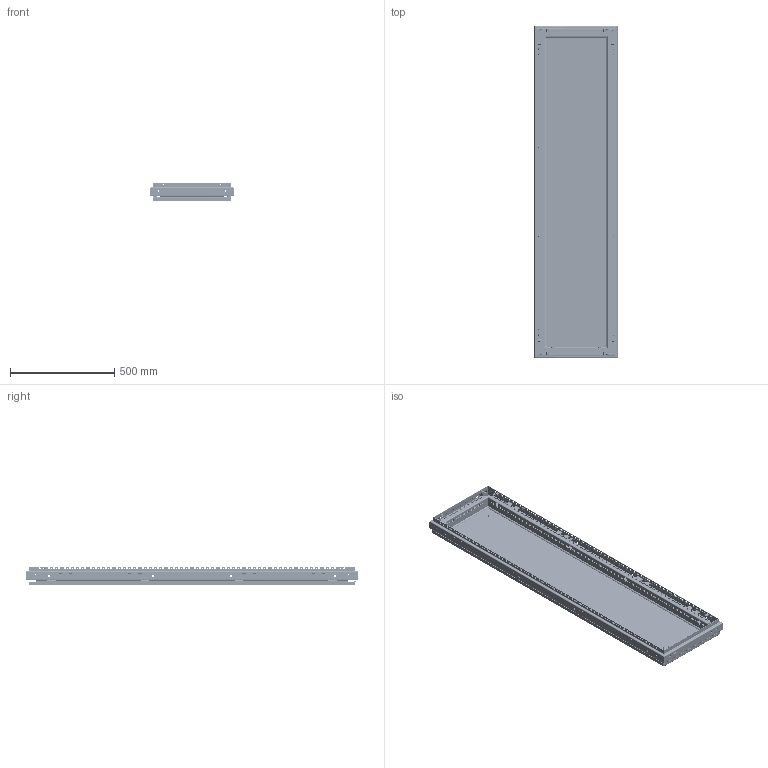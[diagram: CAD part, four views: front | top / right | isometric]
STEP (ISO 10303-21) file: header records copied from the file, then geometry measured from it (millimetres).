
FILE_DESCRIPTION (( 'STEP AP214' ), '1' );
FILE_NAME ('Ñâàðíàÿ ðàìà ñ çàäíåé ïàíåëüþ W400H1600.STEP', '2024-08-14T07:19:55', ( '' ), ( '' ), 'SwSTEP 2.0', 'SolidWorks 2021', '' );
FILE_SCHEMA (( 'AUTOMOTIVE_DESIGN' ));
Length unit declared in the file: millimetre
Products named in the file (19): Áîáûøêà; Ãàéêà êëåòüåâàÿ DIN 88109-Ì6-(1,7-2,5)-Zn ; Ãîðèçîíòàëüíûé ïðîôèëü1 W400; Ãîðèçîíòàëüíûé ïðîôèëü2 W400; Ñâàðíàÿ ðàìà W400H1600; Çàêëåïêà ðåçüáîâàÿ Ì6 øåñòèãðàííàÿ ñ óìåíüøåííûì áîðòîì; Çàäíÿÿ ïàíåëü ÑÁ W400H1600; Ãàñêåòèíã çàäíåé ïàíåëè W400H1600; Çàäíÿÿ ïàíåëü W400H1600; Áîêîâîé ïðîôèëü1 H1600; Êðåïëåíèå çàäíåé ïàíåëè; Ñâàðíàÿ ðàìà ñ çàäíåé ïàíåëüþ W400H1600; Áîêîâîé ïðîôèëü2 H1600; Øïèëüêà ïðèâàðíàÿ Ì6õ16; Âèíò Ì6õ16 ìåáåëüíûé; Áîêîâîé ïðîôèëü H1600; 600.000; Ãîðèçîíòàëüíûé ïðîôèëü W400; Çàêëåïêà ðåçüáîâàÿ Ì8 øåñòèãðàííàÿ ñ óìåíüøåííûì áîðòîì
Assembly tree (92 placements, depth 4):
  Ñâàðíàÿ ðàìà ñ çàäíåé ïàíåëüþ W400H1600
    Ñâàðíàÿ ðàìà W400H1600
      Ãîðèçîíòàëüíûé ïðîôèëü W400  x2
        Ãîðèçîíòàëüíûé ïðîôèëü1 W400
        Ãîðèçîíòàëüíûé ïðîôèëü2 W400
        600.000
        Áîáûøêà
      Áîêîâîé ïðîôèëü H1600  x2
        Áîêîâîé ïðîôèëü1 H1600
        Áîêîâîé ïðîôèëü2 H1600
      Çàêëåïêà ðåçüáîâàÿ Ì8 øåñòèãðàííàÿ ñ óìåíüøåííûì áîðòîì  x8
      Çàêëåïêà ðåçüáîâàÿ Ì6 øåñòèãðàííàÿ ñ óìåíüøåííûì áîðòîì  x26
    Çàäíÿÿ ïàíåëü ÑÁ W400H1600
      Çàäíÿÿ ïàíåëü W400H1600
      Ãàñêåòèíã çàäíåé ïàíåëè W400H1600
      Øïèëüêà ïðèâàðíàÿ Ì6õ16  x2
    Êðåïëåíèå çàäíåé ïàíåëè  x8
    Âèíò Ì6õ16 ìåáåëüíûé  x24
    Ãàéêà êëåòüåâàÿ DIN 88109-Ì6-(1,7-2,5)-Zn   x8
Bounding box: 401.2 x 1596 x 90.9 mm (x, y, z)
Volume: 2996457.6 mm3; surface area: 3316946.1 mm2
Topology: 94 solids, 94 shells, 8124 faces, 21500 edges, 13610 vertices
Faces by surface type: plane 4333, cylinder 3017, cone 472, bspline 250, torus 52
Entity records: 78201 total; most frequent: CARTESIAN_POINT 20774, ORIENTED_EDGE 11760, DIRECTION 11173, EDGE_CURVE 5880, LINE 4381, VECTOR 4381, VERTEX_POINT 3810, AXIS2_PLACEMENT_3D 3396
